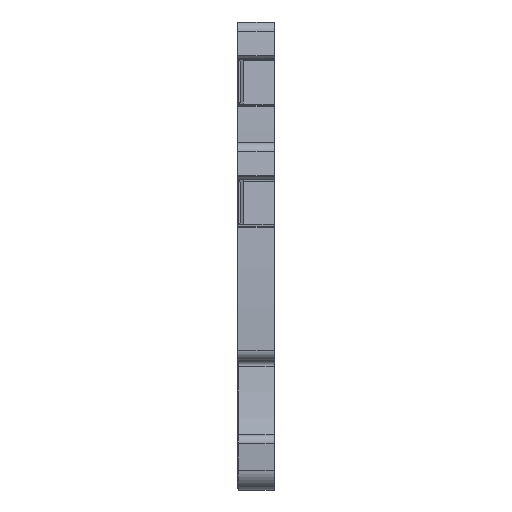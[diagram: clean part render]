
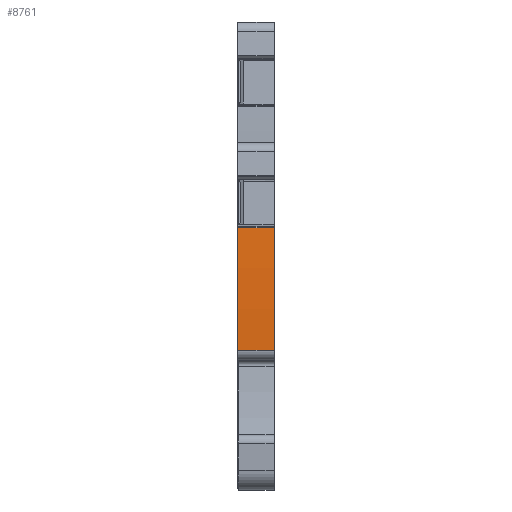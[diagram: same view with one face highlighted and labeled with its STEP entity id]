
A CAD part, front view. The second image highlights one B-rep face of the part: STEP entity #8761.
In plain terms, the highlighted cylindrical face has radius 122.2 mm (diameter 244.4 mm), a partial arc.
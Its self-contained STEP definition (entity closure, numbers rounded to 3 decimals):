
#1317=AXIS2_PLACEMENT_3D('Circle Axis2P3D',#1315,#1316,$) ;
#8072=AXIS2_PLACEMENT_3D('Cylinder Axis2P3D',#8069,#8070,#8071) ;
#8745=AXIS2_PLACEMENT_3D('Circle Axis2P3D',#8743,#8744,$) ;
#1312=CARTESIAN_POINT('Vertex',(3.5,1.748,25.212)) ;
#1315=CARTESIAN_POINT('Axis2P3D Location',(3.5,123.675,17.05)) ;
#1319=CARTESIAN_POINT('Vertex',(3.5,1.529,13.42)) ;
#8069=CARTESIAN_POINT('Axis2P3D Location',(1.75,123.675,17.05)) ;
#8727=CARTESIAN_POINT('Vertex',(0.,1.748,25.212)) ;
#8730=CARTESIAN_POINT('Line Origine',(1.75,1.748,25.212)) ;
#8743=CARTESIAN_POINT('Axis2P3D Location',(0.,123.675,17.05)) ;
#8747=CARTESIAN_POINT('Vertex',(0.,1.529,13.42)) ;
#8750=CARTESIAN_POINT('Line Origine',(1.75,1.529,13.42)) ;
#1316=DIRECTION('Axis2P3D Direction',(1.,0.,0.)) ;
#8070=DIRECTION('Axis2P3D Direction',(1.,0.,0.)) ;
#8071=DIRECTION('Axis2P3D XDirection',(0.,-0.992,0.126)) ;
#8731=DIRECTION('Vector Direction',(1.,0.,0.)) ;
#8744=DIRECTION('Axis2P3D Direction',(1.,0.,0.)) ;
#8751=DIRECTION('Vector Direction',(1.,0.,0.)) ;
#8732=VECTOR('Line Direction',#8731,1.) ;
#8752=VECTOR('Line Direction',#8751,1.) ;
#8756=ORIENTED_EDGE('',*,*,#8749,.T.) ;
#8757=ORIENTED_EDGE('',*,*,#8754,.F.) ;
#8758=ORIENTED_EDGE('',*,*,#1321,.F.) ;
#8759=ORIENTED_EDGE('',*,*,#8734,.T.) ;
#8761=ADVANCED_FACE('V1',(#8760),#8073,.T.) ;
#1318=CIRCLE('generated circle',#1317,122.2) ;
#8746=CIRCLE('generated circle',#8745,122.2) ;
#8073=CYLINDRICAL_SURFACE('generated cylinder',#8072,122.2) ;
#1321=EDGE_CURVE('',#1313,#1320,#1318,.T.) ;
#8734=EDGE_CURVE('',#1313,#8728,#8733,.F.) ;
#8749=EDGE_CURVE('',#8728,#8748,#8746,.T.) ;
#8754=EDGE_CURVE('',#1320,#8748,#8753,.F.) ;
#8755=EDGE_LOOP('',(#8756,#8757,#8758,#8759)) ;
#8760=FACE_OUTER_BOUND('',#8755,.T.) ;
#8733=LINE('Line',#8730,#8732) ;
#8753=LINE('Line',#8750,#8752) ;
#1313=VERTEX_POINT('',#1312) ;
#1320=VERTEX_POINT('',#1319) ;
#8728=VERTEX_POINT('',#8727) ;
#8748=VERTEX_POINT('',#8747) ;
